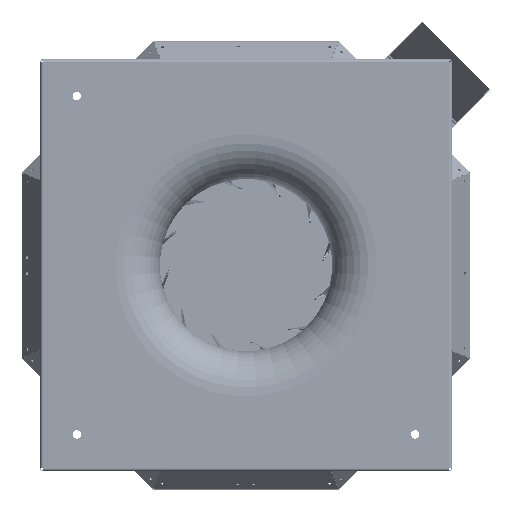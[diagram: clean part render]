
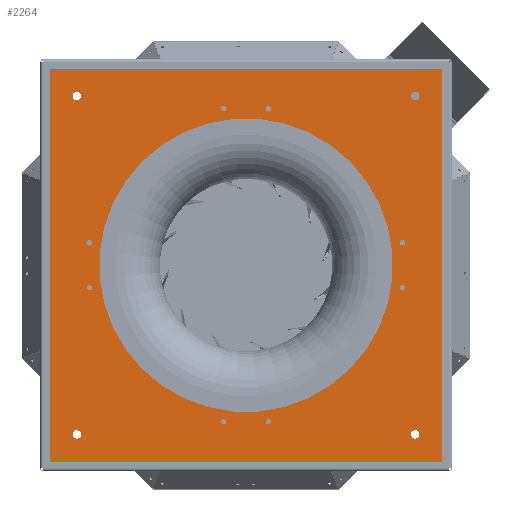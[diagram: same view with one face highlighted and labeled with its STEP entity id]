
A CAD part, top view. The second image highlights one B-rep face of the part: STEP entity #2264.
In plain terms, the highlighted planar face has unit normal (0, 0, 1).
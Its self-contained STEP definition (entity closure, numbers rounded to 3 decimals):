
#2264=ADVANCED_FACE('',(#35953,#35955,#35957,#35959,#35961,#35963,#35965,#35967,
#35969,#35971,#35973,#35975,#35977,#35979),#35981,.T.);
#35953=FACE_BOUND('',#35954,.T.);
#35954=EDGE_LOOP('',(#72687,#72688,#72689,#72690));
#35955=FACE_BOUND('',#35956,.T.);
#35956=EDGE_LOOP('',(#72691));
#35957=FACE_BOUND('',#35958,.T.);
#35958=EDGE_LOOP('',(#72692));
#35959=FACE_BOUND('',#35960,.T.);
#35960=EDGE_LOOP('',(#72693));
#35961=FACE_BOUND('',#35962,.T.);
#35962=EDGE_LOOP('',(#72694));
#35963=FACE_BOUND('',#35964,.T.);
#35964=EDGE_LOOP('',(#72695));
#35965=FACE_BOUND('',#35966,.T.);
#35966=EDGE_LOOP('',(#72696));
#35967=FACE_BOUND('',#35968,.T.);
#35968=EDGE_LOOP('',(#72697));
#35969=FACE_BOUND('',#35970,.T.);
#35970=EDGE_LOOP('',(#72698));
#35971=FACE_BOUND('',#35972,.T.);
#35972=EDGE_LOOP('',(#72699));
#35973=FACE_BOUND('',#35974,.T.);
#35974=EDGE_LOOP('',(#72700));
#35975=FACE_BOUND('',#35976,.T.);
#35976=EDGE_LOOP('',(#72701));
#35977=FACE_BOUND('',#35978,.T.);
#35978=EDGE_LOOP('',(#72702));
#35979=FACE_BOUND('',#35980,.T.);
#35980=EDGE_LOOP('',(#72703));
#35981=PLANE('',#35982);
#35982=AXIS2_PLACEMENT_3D('',#35983,#35984,#35985);
#35983=CARTESIAN_POINT('',(0.,0.,2.));
#35984=DIRECTION('',(0.,0.,1.));
#35985=DIRECTION('',(1.,0.,0.));
#72687=ORIENTED_EDGE('',*,*,#95926,.T.);
#72688=ORIENTED_EDGE('',*,*,#95927,.T.);
#72689=ORIENTED_EDGE('',*,*,#95928,.T.);
#72690=ORIENTED_EDGE('',*,*,#95929,.T.);
#72691=ORIENTED_EDGE('',*,*,#95930,.T.);
#72692=ORIENTED_EDGE('',*,*,#95593,.T.);
#72693=ORIENTED_EDGE('',*,*,#95592,.T.);
#72694=ORIENTED_EDGE('',*,*,#95591,.T.);
#72695=ORIENTED_EDGE('',*,*,#95590,.T.);
#72696=ORIENTED_EDGE('',*,*,#95589,.T.);
#72697=ORIENTED_EDGE('',*,*,#95588,.T.);
#72698=ORIENTED_EDGE('',*,*,#95587,.T.);
#72699=ORIENTED_EDGE('',*,*,#95586,.T.);
#72700=ORIENTED_EDGE('',*,*,#95585,.T.);
#72701=ORIENTED_EDGE('',*,*,#95584,.T.);
#72702=ORIENTED_EDGE('',*,*,#95583,.T.);
#72703=ORIENTED_EDGE('',*,*,#95582,.T.);
#95582=EDGE_CURVE('',#107930,#107930,#107931,.T.);
#95583=EDGE_CURVE('',#107932,#107932,#107933,.T.);
#95584=EDGE_CURVE('',#107934,#107934,#107935,.T.);
#95585=EDGE_CURVE('',#107936,#107936,#107937,.T.);
#95586=EDGE_CURVE('',#107938,#107938,#107939,.T.);
#95587=EDGE_CURVE('',#107940,#107940,#107941,.T.);
#95588=EDGE_CURVE('',#107942,#107942,#107943,.T.);
#95589=EDGE_CURVE('',#107944,#107944,#107945,.T.);
#95590=EDGE_CURVE('',#107946,#107946,#107947,.T.);
#95591=EDGE_CURVE('',#107948,#107948,#107949,.T.);
#95592=EDGE_CURVE('',#107950,#107950,#107951,.T.);
#95593=EDGE_CURVE('',#107952,#107952,#107953,.T.);
#95926=EDGE_CURVE('',#108305,#108343,#108488,.T.);
#95927=EDGE_CURVE('',#108343,#108322,#108489,.T.);
#95928=EDGE_CURVE('',#108322,#108299,#108490,.T.);
#95929=EDGE_CURVE('',#108299,#108305,#108491,.T.);
#95930=EDGE_CURVE('',#108492,#108492,#108493,.T.);
#107930=VERTEX_POINT('',#124542);
#107931=CIRCLE('',#124543,4.25);
#107932=VERTEX_POINT('',#124547);
#107933=CIRCLE('',#124548,4.25);
#107934=VERTEX_POINT('',#124552);
#107935=CIRCLE('',#124553,4.25);
#107936=VERTEX_POINT('',#124557);
#107937=CIRCLE('',#124558,4.25);
#107938=VERTEX_POINT('',#124562);
#107939=CIRCLE('',#124563,4.25);
#107940=VERTEX_POINT('',#124567);
#107941=CIRCLE('',#124568,4.25);
#107942=VERTEX_POINT('',#124572);
#107943=CIRCLE('',#124573,4.25);
#107944=VERTEX_POINT('',#124577);
#107945=CIRCLE('',#124578,4.25);
#107946=VERTEX_POINT('',#124582);
#107947=CIRCLE('',#124583,6.65);
#107948=VERTEX_POINT('',#124587);
#107949=CIRCLE('',#124588,6.65);
#107950=VERTEX_POINT('',#124592);
#107951=CIRCLE('',#124593,6.65);
#107952=VERTEX_POINT('',#124597);
#107953=CIRCLE('',#124598,6.65);
#108299=VERTEX_POINT('',#125628);
#108305=VERTEX_POINT('',#125641);
#108322=VERTEX_POINT('',#125679);
#108343=VERTEX_POINT('',#125726);
#108488=LINE('',#126144,#126145);
#108489=LINE('',#126147,#126148);
#108490=LINE('',#126150,#126151);
#108491=LINE('',#126153,#126154);
#108492=VERTEX_POINT('',#126156);
#108493=CIRCLE('',#126157,230.);
#124542=CARTESIAN_POINT('',(30.75,-245.,2.));
#124543=AXIS2_PLACEMENT_3D('',#124544,#124545,#124546);
#124544=CARTESIAN_POINT('',(35.,-245.,2.));
#124545=DIRECTION('',(-0.,-0.,-1.));
#124546=DIRECTION('',(-1.,0.,0.));
#124547=CARTESIAN_POINT('',(-39.25,-245.,2.));
#124548=AXIS2_PLACEMENT_3D('',#124549,#124550,#124551);
#124549=CARTESIAN_POINT('',(-35.,-245.,2.));
#124550=DIRECTION('',(-0.,-0.,-1.));
#124551=DIRECTION('',(-1.,0.,0.));
#124552=CARTESIAN_POINT('',(-249.25,-35.,2.));
#124553=AXIS2_PLACEMENT_3D('',#124554,#124555,#124556);
#124554=CARTESIAN_POINT('',(-245.,-35.,2.));
#124555=DIRECTION('',(-0.,-0.,-1.));
#124556=DIRECTION('',(-1.,0.,0.));
#124557=CARTESIAN_POINT('',(-249.25,35.,2.));
#124558=AXIS2_PLACEMENT_3D('',#124559,#124560,#124561);
#124559=CARTESIAN_POINT('',(-245.,35.,2.));
#124560=DIRECTION('',(-0.,-0.,-1.));
#124561=DIRECTION('',(-1.,0.,0.));
#124562=CARTESIAN_POINT('',(-39.25,245.,2.));
#124563=AXIS2_PLACEMENT_3D('',#124564,#124565,#124566);
#124564=CARTESIAN_POINT('',(-35.,245.,2.));
#124565=DIRECTION('',(-0.,-0.,-1.));
#124566=DIRECTION('',(-1.,0.,0.));
#124567=CARTESIAN_POINT('',(30.75,245.,2.));
#124568=AXIS2_PLACEMENT_3D('',#124569,#124570,#124571);
#124569=CARTESIAN_POINT('',(35.,245.,2.));
#124570=DIRECTION('',(-0.,-0.,-1.));
#124571=DIRECTION('',(-1.,0.,0.));
#124572=CARTESIAN_POINT('',(240.75,35.,2.));
#124573=AXIS2_PLACEMENT_3D('',#124574,#124575,#124576);
#124574=CARTESIAN_POINT('',(245.,35.,2.));
#124575=DIRECTION('',(-0.,-0.,-1.));
#124576=DIRECTION('',(-1.,0.,0.));
#124577=CARTESIAN_POINT('',(240.75,-35.,2.));
#124578=AXIS2_PLACEMENT_3D('',#124579,#124580,#124581);
#124579=CARTESIAN_POINT('',(245.,-35.,2.));
#124580=DIRECTION('',(-0.,-0.,-1.));
#124581=DIRECTION('',(-1.,0.,0.));
#124582=CARTESIAN_POINT('',(258.35,265.,2.));
#124583=AXIS2_PLACEMENT_3D('',#124584,#124585,#124586);
#124584=CARTESIAN_POINT('',(265.,265.,2.));
#124585=DIRECTION('',(-0.,-0.,-1.));
#124586=DIRECTION('',(-1.,0.,0.));
#124587=CARTESIAN_POINT('',(258.35,-265.,2.));
#124588=AXIS2_PLACEMENT_3D('',#124589,#124590,#124591);
#124589=CARTESIAN_POINT('',(265.,-265.,2.));
#124590=DIRECTION('',(-0.,-0.,-1.));
#124591=DIRECTION('',(-1.,0.,0.));
#124592=CARTESIAN_POINT('',(-271.65,-265.,2.));
#124593=AXIS2_PLACEMENT_3D('',#124594,#124595,#124596);
#124594=CARTESIAN_POINT('',(-265.,-265.,2.));
#124595=DIRECTION('',(-0.,-0.,-1.));
#124596=DIRECTION('',(-1.,0.,0.));
#124597=CARTESIAN_POINT('',(-271.65,265.,2.));
#124598=AXIS2_PLACEMENT_3D('',#124599,#124600,#124601);
#124599=CARTESIAN_POINT('',(-265.,265.,2.));
#124600=DIRECTION('',(-0.,-0.,-1.));
#124601=DIRECTION('',(-1.,0.,0.));
#125628=CARTESIAN_POINT('',(317.9,-317.9,2.));
#125641=CARTESIAN_POINT('',(317.9,317.9,2.));
#125679=CARTESIAN_POINT('',(-317.9,-317.9,2.));
#125726=CARTESIAN_POINT('',(-317.9,317.9,2.));
#126144=CARTESIAN_POINT('',(317.9,317.9,2.));
#126145=VECTOR('',#126146,1.);
#126146=DIRECTION('',(-1.,0.,0.));
#126147=CARTESIAN_POINT('',(-317.9,317.9,2.));
#126148=VECTOR('',#126149,1.);
#126149=DIRECTION('',(0.,-1.,0.));
#126150=CARTESIAN_POINT('',(-317.9,-317.9,2.));
#126151=VECTOR('',#126152,1.);
#126152=DIRECTION('',(1.,0.,0.));
#126153=CARTESIAN_POINT('',(317.9,-317.9,2.));
#126154=VECTOR('',#126155,1.);
#126155=DIRECTION('',(0.,1.,0.));
#126156=CARTESIAN_POINT('',(162.635,-162.635,2.));
#126157=AXIS2_PLACEMENT_3D('',#126158,#126159,#126160);
#126158=CARTESIAN_POINT('',(0.,0.,2.));
#126159=DIRECTION('',(-0.,-0.,-1.));
#126160=DIRECTION('',(0.707,-0.707,0.));
